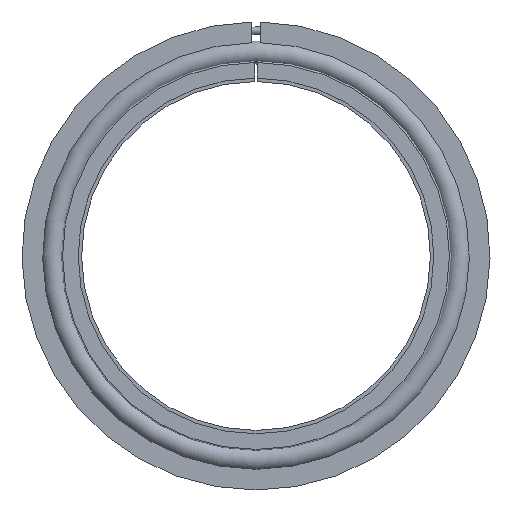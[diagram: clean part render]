
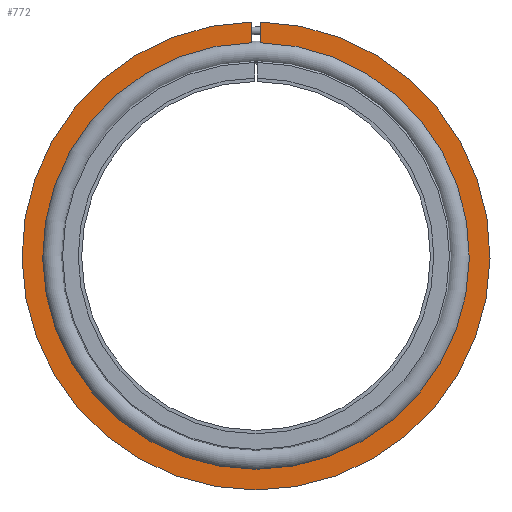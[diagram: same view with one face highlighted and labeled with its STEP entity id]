
A CAD part, left-side view. The second image highlights one B-rep face of the part: STEP entity #772.
In plain terms, the highlighted planar face has unit normal (-1, 0, 0).
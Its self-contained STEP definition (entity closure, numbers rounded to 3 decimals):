
#25 = CIRCLE ( 'NONE', #235, 49.544 ) ;
#33 = CIRCLE ( 'NONE', #343, 54.35 ) ;
#124 = CARTESIAN_POINT ( 'NONE',  ( -5.95, 1., 0. ) ) ;
#125 = DIRECTION ( 'NONE',  ( 1., 0., 0. ) ) ;
#141 = CARTESIAN_POINT ( 'NONE',  ( -5.95, -1., 0. ) ) ;
#157 = ORIENTED_EDGE ( 'NONE', *, *, #980, .F. ) ;
#195 = LINE ( 'NONE', #141, #759 ) ;
#218 = EDGE_CURVE ( 'NONE', #267, #850, #25, .T. ) ;
#235 = AXIS2_PLACEMENT_3D ( 'NONE', #614, #125, #929 ) ;
#239 = DIRECTION ( 'NONE',  ( 0., 0., 1. ) ) ;
#256 = VERTEX_POINT ( 'NONE', #696 ) ;
#257 = CARTESIAN_POINT ( 'NONE',  ( -5.95, 1., 49.534 ) ) ;
#267 = VERTEX_POINT ( 'NONE', #985 ) ;
#312 = AXIS2_PLACEMENT_3D ( 'NONE', #867, #802, #239 ) ;
#343 = AXIS2_PLACEMENT_3D ( 'NONE', #348, #575, #967 ) ;
#348 = CARTESIAN_POINT ( 'NONE',  ( -5.95, 0., 0. ) ) ;
#369 = DIRECTION ( 'NONE',  ( 0., 0., -1. ) ) ;
#525 = ORIENTED_EDGE ( 'NONE', *, *, #939, .F. ) ;
#559 = PLANE ( 'NONE',  #312 ) ;
#575 = DIRECTION ( 'NONE',  ( 1., 0., 0. ) ) ;
#614 = CARTESIAN_POINT ( 'NONE',  ( -5.95, 0., 0. ) ) ;
#631 = DIRECTION ( 'NONE',  ( 0., 0., 1. ) ) ;
#641 = FACE_OUTER_BOUND ( 'NONE', #764, .T. ) ;
#696 = CARTESIAN_POINT ( 'NONE',  ( -5.95, -1., 54.341 ) ) ;
#746 = ORIENTED_EDGE ( 'NONE', *, *, #218, .T. ) ;
#759 = VECTOR ( 'NONE', #631, 1000. ) ;
#764 = EDGE_LOOP ( 'NONE', ( #525, #913, #157, #746 ) ) ;
#772 = ADVANCED_FACE ( 'NONE', ( #641 ), #559, .T. ) ;
#792 = VECTOR ( 'NONE', #369, 1000. ) ;
#802 = DIRECTION ( 'NONE',  ( -1., 0., 0. ) ) ;
#831 = VERTEX_POINT ( 'NONE', #870 ) ;
#840 = EDGE_CURVE ( 'NONE', #256, #831, #33, .T. ) ;
#850 = VERTEX_POINT ( 'NONE', #257 ) ;
#867 = CARTESIAN_POINT ( 'NONE',  ( -5.95, 54.35, 0. ) ) ;
#870 = CARTESIAN_POINT ( 'NONE',  ( -5.95, 1., 54.341 ) ) ;
#879 = LINE ( 'NONE', #124, #792 ) ;
#913 = ORIENTED_EDGE ( 'NONE', *, *, #840, .F. ) ;
#929 = DIRECTION ( 'NONE',  ( 0., 0., -1. ) ) ;
#939 = EDGE_CURVE ( 'NONE', #831, #850, #879, .T. ) ;
#967 = DIRECTION ( 'NONE',  ( 0., 0., -1. ) ) ;
#980 = EDGE_CURVE ( 'NONE', #267, #256, #195, .T. ) ;
#985 = CARTESIAN_POINT ( 'NONE',  ( -5.95, -1., 49.534 ) ) ;
